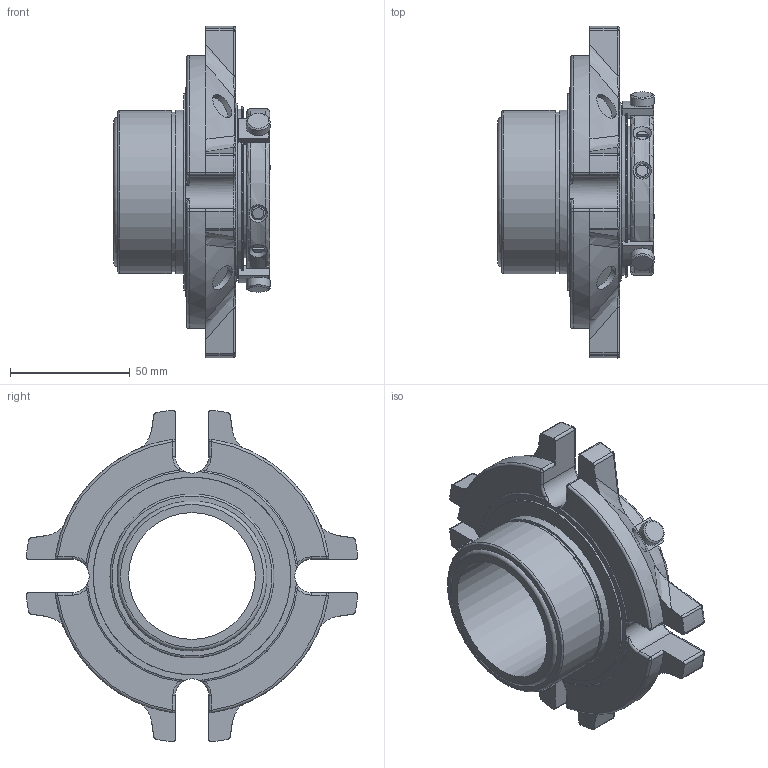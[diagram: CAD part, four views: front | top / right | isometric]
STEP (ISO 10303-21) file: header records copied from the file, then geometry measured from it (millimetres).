
FILE_DESCRIPTION(/* description */ ('Unknown'),/* implementation_level */ '2;1');
FILE_NAME(/* name */ '53mm',/* time_stamp */ '2023-02-20T14:06:29+00:00',/* author */ ('Unknown'),/* organization */ ('Unknown'),/* preprocessor_version */ 'ST-DEVELOPER v16.7',/* originating_system */ 'Solid Edge',/* authorisation */ 'Unknown');
FILE_SCHEMA (('AUTOMOTIVE_DESIGN {1 0 10303 214 3 1 1}'));
Length unit declared in the file: millimetre
Products named in the file (1): 53mm
Bounding box: 65.35 x 138.76 x 138.76 mm (x, y, z)
Volume: 220164.4 mm3; surface area: 52797.9 mm2
Topology: 1 solids, 1 shells, 506 faces, 1277 edges, 780 vertices
Faces by surface type: cylinder 194, plane 150, torus 65, bspline 40, sphere 32, cone 25
Full cylindrical faces by diameter (mm): 3.405 x1, 5 x2, 6 x3, 10 x3, 11.252 x1, 11.557 x1, 11.684 x1, 53 x1, 54.966 x1, 62.738 x1, 66.751 x1, 68.529 x1, 68.58 x1, 69.952 x1, 71.476 x1, 82.55 x1
Entity records: 18744 total; most frequent: CARTESIAN_POINT 3757, DIRECTION 2440, ORIENTED_EDGE 2330, EDGE_CURVE 1165, AXIS2_PLACEMENT_3D 991, VERTEX_POINT 734, EDGE_LOOP 581, FACE_BOUND 581
